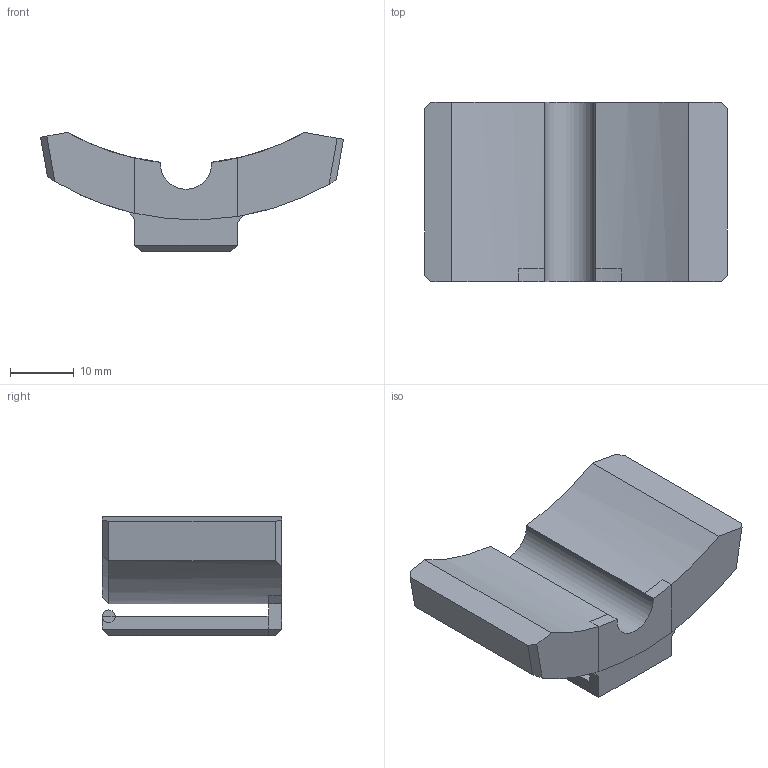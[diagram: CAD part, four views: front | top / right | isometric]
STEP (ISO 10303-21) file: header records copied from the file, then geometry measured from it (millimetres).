
FILE_DESCRIPTION(('FreeCAD Model'),'2;1');
FILE_NAME('Open CASCADE Shape Model','2025-02-25T14:28:55',(''),(''), 'Open CASCADE STEP processor 7.6','FreeCAD','Unknown');
FILE_SCHEMA(('AUTOMOTIVE_DESIGN { 1 0 10303 214 1 1 1 1 }'));
Length unit declared in the file: millimetre
Products named in the file (1): Тіло1
Bounding box: 47.34 x 28 x 18.62 mm (x, y, z)
Volume: 11961.3 mm3; surface area: 5059.5 mm2
Topology: 1 solids, 1 shells, 45 faces, 113 edges, 70 vertices
Faces by surface type: plane 37, cylinder 7, cone 1
Entity records: 1351 total; most frequent: DIRECTION 235, CARTESIAN_POINT 229, ORIENTED_EDGE 226, EDGE_CURVE 113, LINE 83, VECTOR 83, AXIS2_PLACEMENT_3D 76, VERTEX_POINT 70
